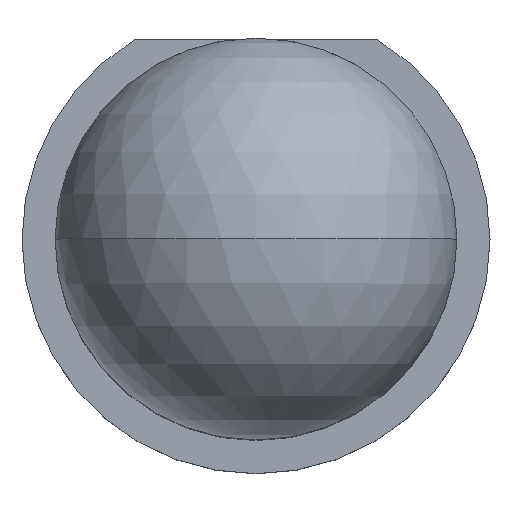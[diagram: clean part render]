
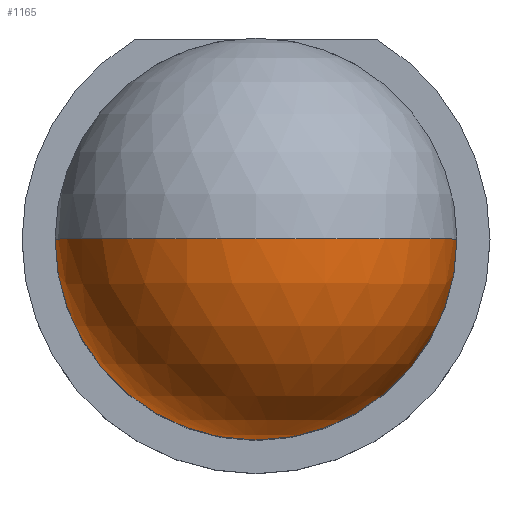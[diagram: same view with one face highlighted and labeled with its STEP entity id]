
A CAD part, top view. The second image highlights one B-rep face of the part: STEP entity #1165.
In plain terms, the highlighted spherical face has radius 2.49 mm.
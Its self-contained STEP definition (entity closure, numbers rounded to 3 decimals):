
#386 = DIRECTION ( 'NONE',  ( -1., 0., 0. ) ) ;
#387 = DIRECTION ( 'NONE',  ( 0., 0., -1. ) ) ;
#388 = AXIS2_PLACEMENT_3D ( 'NONE', #395, #387, #386 ) ;
#389 = CIRCLE ( 'NONE', #388, 2.49 ) ;
#395 = CARTESIAN_POINT ( 'NONE',  ( 0., 0., 4.51 ) ) ;
#891 = DIRECTION ( 'NONE',  ( 1., 0., 0. ) ) ;
#892 = DIRECTION ( 'NONE',  ( 0., 1., 0. ) ) ;
#893 = CARTESIAN_POINT ( 'NONE',  ( 0., 0., 4.51 ) ) ;
#894 = AXIS2_PLACEMENT_3D ( 'NONE', #893, #892, #891 ) ;
#895 = SPHERICAL_SURFACE ( 'NONE', #894, 2.49 ) ;
#957 = DIRECTION ( 'NONE',  ( -1., 0., 0. ) ) ;
#958 = DIRECTION ( 'NONE',  ( 0., 1., 0. ) ) ;
#959 = CARTESIAN_POINT ( 'NONE',  ( 0., 0., 4.51 ) ) ;
#960 = AXIS2_PLACEMENT_3D ( 'NONE', #959, #958, #957 ) ;
#961 = CIRCLE ( 'NONE', #960, 2.49 ) ;
#978 = CARTESIAN_POINT ( 'NONE',  ( -2.49, 0., 4.51 ) ) ;
#979 = CARTESIAN_POINT ( 'NONE',  ( 2.49, 0., 4.51 ) ) ;
#1050 = FACE_OUTER_BOUND ( 'NONE', #1166, .T. ) ;
#1068 = DIRECTION ( 'NONE',  ( 0., 0., -1. ) ) ;
#1069 = DIRECTION ( 'NONE',  ( 0., -1., 0. ) ) ;
#1070 = CARTESIAN_POINT ( 'NONE',  ( 0., 0., 4.51 ) ) ;
#1071 = AXIS2_PLACEMENT_3D ( 'NONE', #1070, #1069, #1068 ) ;
#1072 = CIRCLE ( 'NONE', #1071, 2.49 ) ;
#1074 = CARTESIAN_POINT ( 'NONE',  ( 0., 0., 7. ) ) ;
#1075 = EDGE_CURVE ( 'NONE', #1195, #1197, #389, .T. ) ;
#1151 = EDGE_CURVE ( 'NONE', #1197, #1152, #961, .T. ) ;
#1152 = VERTEX_POINT ( 'NONE', #1074 ) ;
#1154 = EDGE_CURVE ( 'NONE', #1195, #1152, #1072, .T. ) ;
#1165 = ADVANCED_FACE ( 'NONE', ( #1050 ), #895, .T. ) ;
#1166 = EDGE_LOOP ( 'NONE', ( #1167, #1168, #1196 ) ) ;
#1167 = ORIENTED_EDGE ( 'NONE', *, *, #1151, .F. ) ;
#1168 = ORIENTED_EDGE ( 'NONE', *, *, #1075, .F. ) ;
#1195 = VERTEX_POINT ( 'NONE', #979 ) ;
#1196 = ORIENTED_EDGE ( 'NONE', *, *, #1154, .T. ) ;
#1197 = VERTEX_POINT ( 'NONE', #978 ) ;
